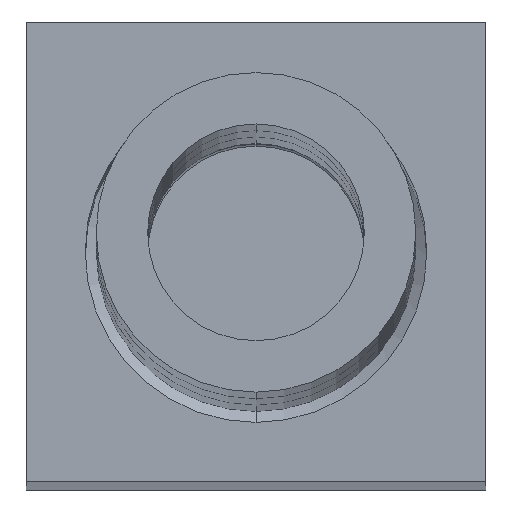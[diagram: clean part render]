
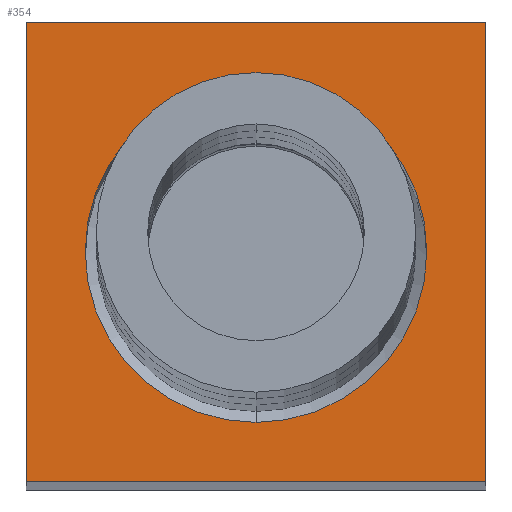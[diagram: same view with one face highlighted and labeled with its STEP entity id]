
A CAD part, top view. The second image highlights one B-rep face of the part: STEP entity #354.
In plain terms, the highlighted planar face has unit normal (0, 0, 1).
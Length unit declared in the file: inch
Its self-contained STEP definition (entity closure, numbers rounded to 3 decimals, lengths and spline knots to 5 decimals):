
#52=DIRECTION('',(1.,0.,0.));
#53=VECTOR('',#52,0.125);
#54=CARTESIAN_POINT('',(-0.0625,-0.0625,1.38));
#55=LINE('',#54,#53);
#56=DIRECTION('',(0.,-1.,0.));
#57=VECTOR('',#56,0.125);
#58=CARTESIAN_POINT('',(-0.0625,0.0625,1.38));
#59=LINE('',#58,#57);
#60=DIRECTION('',(-1.,0.,0.));
#61=VECTOR('',#60,0.125);
#62=CARTESIAN_POINT('',(0.0625,0.0625,1.38));
#63=LINE('',#62,#61);
#64=DIRECTION('',(0.,1.,0.));
#65=VECTOR('',#64,0.125);
#66=CARTESIAN_POINT('',(0.0625,-0.0625,1.38));
#67=LINE('',#66,#65);
#68=CARTESIAN_POINT('',(0.,0.,1.38));
#69=DIRECTION('',(0.,0.,1.));
#70=DIRECTION('',(0.,1.,0.));
#71=AXIS2_PLACEMENT_3D('',#68,#69,#70);
#73=CARTESIAN_POINT('',(0.,0.,1.38));
#74=DIRECTION('',(0.,0.,1.));
#75=DIRECTION('',(0.,-1.,0.));
#76=AXIS2_PLACEMENT_3D('',#73,#74,#75);
#214=CARTESIAN_POINT('',(-0.0625,-0.0625,1.38));
#215=CARTESIAN_POINT('',(0.0625,-0.0625,1.38));
#216=VERTEX_POINT('',#214);
#217=VERTEX_POINT('',#215);
#218=CARTESIAN_POINT('',(0.0625,0.0625,1.38));
#219=VERTEX_POINT('',#218);
#220=CARTESIAN_POINT('',(-0.0625,0.0625,1.38));
#221=VERTEX_POINT('',#220);
#236=CARTESIAN_POINT('',(0.,0.0465,1.38));
#237=CARTESIAN_POINT('',(0.,-0.0465,1.38));
#238=VERTEX_POINT('',#236);
#239=VERTEX_POINT('',#237);
#337=CARTESIAN_POINT('',(0.,0.,1.38));
#338=DIRECTION('',(0.,0.,1.));
#339=DIRECTION('',(1.,0.,0.));
#340=AXIS2_PLACEMENT_3D('',#337,#338,#339);
#341=PLANE('',#340);
#342=ORIENTED_EDGE('',*,*,#279,.F.);
#343=ORIENTED_EDGE('',*,*,#294,.F.);
#344=ORIENTED_EDGE('',*,*,#308,.F.);
#345=ORIENTED_EDGE('',*,*,#331,.F.);
#346=EDGE_LOOP('',(#342,#343,#344,#345));
#347=FACE_OUTER_BOUND('',#346,.F.);
#349=ORIENTED_EDGE('',*,*,#348,.T.);
#351=ORIENTED_EDGE('',*,*,#350,.T.);
#352=EDGE_LOOP('',(#349,#351));
#353=FACE_BOUND('',#352,.F.);
#354=ADVANCED_FACE('',(#347,#353),#341,.T.);
#72=CIRCLE('',#71,0.0465);
#77=CIRCLE('',#76,0.0465);
#279=EDGE_CURVE('',#216,#217,#55,.T.);
#294=EDGE_CURVE('',#221,#216,#59,.T.);
#308=EDGE_CURVE('',#219,#221,#63,.T.);
#331=EDGE_CURVE('',#217,#219,#67,.T.);
#348=EDGE_CURVE('',#238,#239,#72,.T.);
#350=EDGE_CURVE('',#239,#238,#77,.T.);
